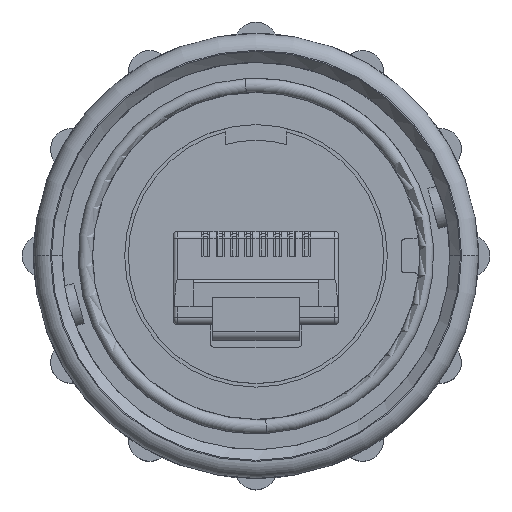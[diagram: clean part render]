
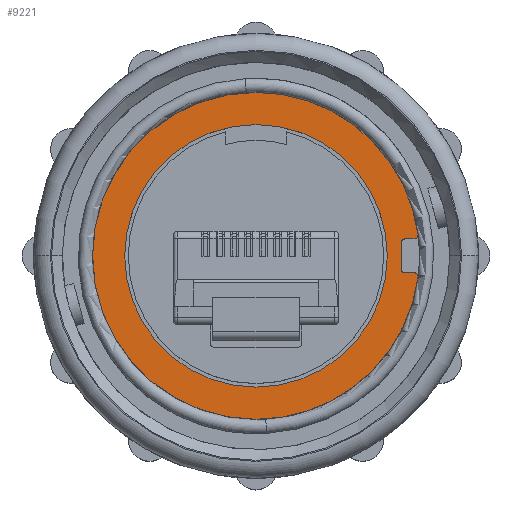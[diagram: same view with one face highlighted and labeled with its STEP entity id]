
A CAD part, top view. The second image highlights one B-rep face of the part: STEP entity #9221.
In plain terms, the highlighted planar face has unit normal (0, 0, 1).
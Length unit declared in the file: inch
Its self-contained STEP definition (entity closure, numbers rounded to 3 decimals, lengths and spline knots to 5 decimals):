
#6597 = AXIS2_PLACEMENT_3D ( 'NONE', #8458, #8459, #8460 ) ;
#6599 = VECTOR ( 'NONE', #8446, 39.37008 ) ;
#6600 = AXIS2_PLACEMENT_3D ( 'NONE', #8476, #8477, #8478 ) ;
#6608 = VECTOR ( 'NONE', #8470, 39.37008 ) ;
#6609 = AXIS2_PLACEMENT_3D ( 'NONE', #8524, #8525, #8526 ) ;
#6611 = AXIS2_PLACEMENT_3D ( 'NONE', #8518, #8522, #8523 ) ;
#6612 = AXIS2_PLACEMENT_3D ( 'NONE', #8479, #8501, #8502 ) ;
#6615 = VECTOR ( 'NONE', #8488, 39.37008 ) ;
#6617 = VECTOR ( 'NONE', #8494, 39.37008 ) ;
#6619 = AXIS2_PLACEMENT_3D ( 'NONE', #8506, #8507, #8508 ) ;
#6625 = AXIS2_PLACEMENT_3D ( 'NONE', #8527, #8528, #8529 ) ;
#6664 = AXIS2_PLACEMENT_3D ( 'NONE', #8696, #8700, #8701 ) ;
#6675 = AXIS2_PLACEMENT_3D ( 'NONE', #8769, #8773, #8774 ) ;
#7465 = CARTESIAN_POINT ( 'NONE',  ( 0.44177, -0.0475, 0. ) ) ;
#7476 = CARTESIAN_POINT ( 'NONE',  ( 0.45169, 0.05879, 0. ) ) ;
#7494 = CARTESIAN_POINT ( 'NONE',  ( 0.4155, -0.0475, 0. ) ) ;
#7495 = CARTESIAN_POINT ( 'NONE',  ( 0.45169, -0.05879, 0. ) ) ;
#7497 = CARTESIAN_POINT ( 'NONE',  ( 0.4055, -0.0375, 0. ) ) ;
#7499 = CARTESIAN_POINT ( 'NONE',  ( 0.4055, 0.0375, 0. ) ) ;
#7502 = CARTESIAN_POINT ( 'NONE',  ( 0.4155, 0.0475, 0. ) ) ;
#7504 = CARTESIAN_POINT ( 'NONE',  ( 0.43677, 0.0475, 0. ) ) ;
#7506 = CARTESIAN_POINT ( 'NONE',  ( 0.44177, 0.0475, 0. ) ) ;
#7899 = CARTESIAN_POINT ( 'NONE',  ( 0., 0.366, 0. ) ) ;
#7921 = CARTESIAN_POINT ( 'NONE',  ( 0., -0.366, 0. ) ) ;
#7957 = CARTESIAN_POINT ( 'NONE',  ( 0., -0.4555, 0. ) ) ;
#7961 = CARTESIAN_POINT ( 'NONE',  ( 0., 0.4555, 0. ) ) ;
#8444 = LINE ( 'NONE', #8445, #6599 ) ;
#8445 = CARTESIAN_POINT ( 'NONE',  ( 0.4055, 0.0475, 0. ) ) ;
#8446 = DIRECTION ( 'NONE',  ( -1., 0., 0. ) ) ;
#8458 = CARTESIAN_POINT ( 'NONE',  ( 0.4155, 0.0375, 0. ) ) ;
#8459 = DIRECTION ( 'NONE',  ( 0., 0., -1. ) ) ;
#8460 = DIRECTION ( 'NONE',  ( 0., -1., 0. ) ) ;
#8468 = LINE ( 'NONE', #8469, #6608 ) ;
#8469 = CARTESIAN_POINT ( 'NONE',  ( 0.4055, -0.0475, 0. ) ) ;
#8470 = DIRECTION ( 'NONE',  ( 0., -1., 0. ) ) ;
#8476 = CARTESIAN_POINT ( 'NONE',  ( 0.4155, -0.0375, 0. ) ) ;
#8477 = DIRECTION ( 'NONE',  ( 0., 0., -1. ) ) ;
#8478 = DIRECTION ( 'NONE',  ( 0., -1., 0. ) ) ;
#8479 = CARTESIAN_POINT ( 'NONE',  ( 0., 0., 0. ) ) ;
#8486 = LINE ( 'NONE', #8487, #6615 ) ;
#8487 = CARTESIAN_POINT ( 'NONE',  ( 0.45302, -0.0475, 0. ) ) ;
#8488 = DIRECTION ( 'NONE',  ( 1., 0., 0. ) ) ;
#8492 = LINE ( 'NONE', #8493, #6617 ) ;
#8493 = CARTESIAN_POINT ( 'NONE',  ( 0.4055, 0.0475, 0. ) ) ;
#8494 = DIRECTION ( 'NONE',  ( -1., 0., 0. ) ) ;
#8501 = DIRECTION ( 'NONE',  ( 0., 0., 1. ) ) ;
#8502 = DIRECTION ( 'NONE',  ( 0., 1., 0. ) ) ;
#8506 = CARTESIAN_POINT ( 'NONE',  ( 0.44177, -0.0575, 0. ) ) ;
#8507 = DIRECTION ( 'NONE',  ( 0., 0., 1. ) ) ;
#8508 = DIRECTION ( 'NONE',  ( 0., -1., 0. ) ) ;
#8518 = CARTESIAN_POINT ( 'NONE',  ( 0.44177, 0.0575, 0. ) ) ;
#8522 = DIRECTION ( 'NONE',  ( 0., 0., 1. ) ) ;
#8523 = DIRECTION ( 'NONE',  ( 0., -1., 0. ) ) ;
#8524 = CARTESIAN_POINT ( 'NONE',  ( 0., 0., 0. ) ) ;
#8525 = DIRECTION ( 'NONE',  ( 0., 0., 1. ) ) ;
#8526 = DIRECTION ( 'NONE',  ( 0., 1., 0. ) ) ;
#8527 = CARTESIAN_POINT ( 'NONE',  ( 0., 0., 0. ) ) ;
#8528 = DIRECTION ( 'NONE',  ( 0., 0., 1. ) ) ;
#8529 = DIRECTION ( 'NONE',  ( 0., 1., 0. ) ) ;
#8696 = CARTESIAN_POINT ( 'NONE',  ( 0., 0., 0. ) ) ;
#8700 = DIRECTION ( 'NONE',  ( 0., 0., 1. ) ) ;
#8701 = DIRECTION ( 'NONE',  ( 0., 1., 0. ) ) ;
#8769 = CARTESIAN_POINT ( 'NONE',  ( 0., 0., 0. ) ) ;
#8773 = DIRECTION ( 'NONE',  ( 0., 0., 1. ) ) ;
#8774 = DIRECTION ( 'NONE',  ( 0., 1., 0. ) ) ;
#9221 = ADVANCED_FACE ( 'NONE', ( #10108, #10282 ), #15368, .F. ) ;
#10108 = FACE_BOUND ( 'NONE', #14719, .T. ) ;
#10253 = AXIS2_PLACEMENT_3D ( 'NONE', #15369, #15370, #15371 ) ;
#10282 = FACE_OUTER_BOUND ( 'NONE', #14703, .T. ) ;
#11959 = VERTEX_POINT ( 'NONE', #7465 ) ;
#11970 = VERTEX_POINT ( 'NONE', #7476 ) ;
#11988 = VERTEX_POINT ( 'NONE', #7494 ) ;
#11989 = VERTEX_POINT ( 'NONE', #7495 ) ;
#11991 = VERTEX_POINT ( 'NONE', #7497 ) ;
#11993 = VERTEX_POINT ( 'NONE', #7499 ) ;
#11996 = VERTEX_POINT ( 'NONE', #7502 ) ;
#11998 = VERTEX_POINT ( 'NONE', #7504 ) ;
#12000 = VERTEX_POINT ( 'NONE', #7506 ) ;
#12414 = VERTEX_POINT ( 'NONE', #7899 ) ;
#12436 = VERTEX_POINT ( 'NONE', #7921 ) ;
#12472 = VERTEX_POINT ( 'NONE', #7957 ) ;
#12476 = VERTEX_POINT ( 'NONE', #7961 ) ;
#13560 = ORIENTED_EDGE ( 'NONE', *, *, #13858, .F. ) ;
#13561 = ORIENTED_EDGE ( 'NONE', *, *, #13907, .F. ) ;
#13562 = ORIENTED_EDGE ( 'NONE', *, *, #13855, .F. ) ;
#13563 = ORIENTED_EDGE ( 'NONE', *, *, #13865, .T. ) ;
#13564 = ORIENTED_EDGE ( 'NONE', *, *, #13866, .T. ) ;
#13565 = ORIENTED_EDGE ( 'NONE', *, *, #13927, .T. ) ;
#13566 = ORIENTED_EDGE ( 'NONE', *, *, #13867, .T. ) ;
#13567 = ORIENTED_EDGE ( 'NONE', *, *, #13850, .T. ) ;
#13568 = ORIENTED_EDGE ( 'NONE', *, *, #13860, .T. ) ;
#13569 = ORIENTED_EDGE ( 'NONE', *, *, #13853, .F. ) ;
#13570 = ORIENTED_EDGE ( 'NONE', *, *, #13847, .F. ) ;
#13571 = ORIENTED_EDGE ( 'NONE', *, *, #13844, .T. ) ;
#13572 = ORIENTED_EDGE ( 'NONE', *, *, #13839, .F. ) ;
#13839 = EDGE_CURVE ( 'NONE', #11998, #11996, #8444, .T. ) ;
#13844 = EDGE_CURVE ( 'NONE', #11993, #11996, #14334, .T. ) ;
#13847 = EDGE_CURVE ( 'NONE', #11993, #11991, #8468, .T. ) ;
#13850 = EDGE_CURVE ( 'NONE', #11988, #11991, #14336, .T. ) ;
#13853 = EDGE_CURVE ( 'NONE', #11988, #11959, #8486, .T. ) ;
#13855 = EDGE_CURVE ( 'NONE', #12000, #11998, #8492, .T. ) ;
#13858 = EDGE_CURVE ( 'NONE', #12414, #12436, #14337, .T. ) ;
#13860 = EDGE_CURVE ( 'NONE', #11989, #11959, #14339, .T. ) ;
#13865 = EDGE_CURVE ( 'NONE', #12000, #11970, #14342, .T. ) ;
#13866 = EDGE_CURVE ( 'NONE', #11970, #12476, #14343, .T. ) ;
#13867 = EDGE_CURVE ( 'NONE', #12472, #11989, #14344, .T. ) ;
#13907 = EDGE_CURVE ( 'NONE', #12436, #12414, #14363, .T. ) ;
#13927 = EDGE_CURVE ( 'NONE', #12476, #12472, #14374, .T. ) ;
#14334 = CIRCLE ( 'NONE', #6597, 0.01 ) ;
#14336 = CIRCLE ( 'NONE', #6600, 0.01 ) ;
#14337 = CIRCLE ( 'NONE', #6612, 0.366 ) ;
#14339 = CIRCLE ( 'NONE', #6619, 0.01 ) ;
#14342 = CIRCLE ( 'NONE', #6611, 0.01 ) ;
#14343 = CIRCLE ( 'NONE', #6609, 0.4555 ) ;
#14344 = CIRCLE ( 'NONE', #6625, 0.4555 ) ;
#14363 = CIRCLE ( 'NONE', #6664, 0.366 ) ;
#14374 = CIRCLE ( 'NONE', #6675, 0.4555 ) ;
#14703 = EDGE_LOOP ( 'NONE', ( #13562, #13563, #13564, #13565, #13566, #13568, #13569, #13567, #13570, #13571, #13572 ) ) ;
#14719 = EDGE_LOOP ( 'NONE', ( #13560, #13561 ) ) ;
#15368 = PLANE ( 'NONE',  #10253 ) ;
#15369 = CARTESIAN_POINT ( 'NONE',  ( -0.414, 0., 0. ) ) ;
#15370 = DIRECTION ( 'NONE',  ( 0., 0., -1. ) ) ;
#15371 = DIRECTION ( 'NONE',  ( 0., -1., 0. ) ) ;
